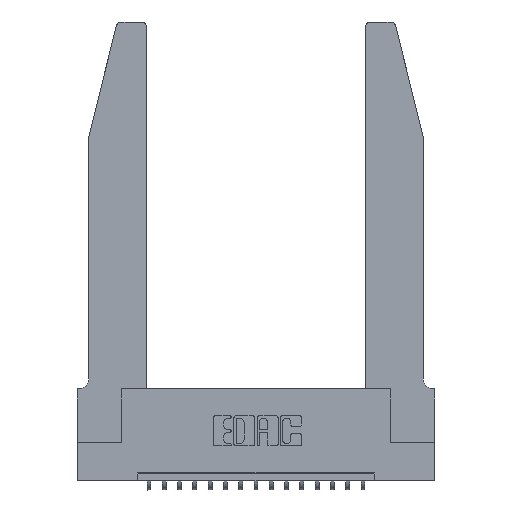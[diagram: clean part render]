
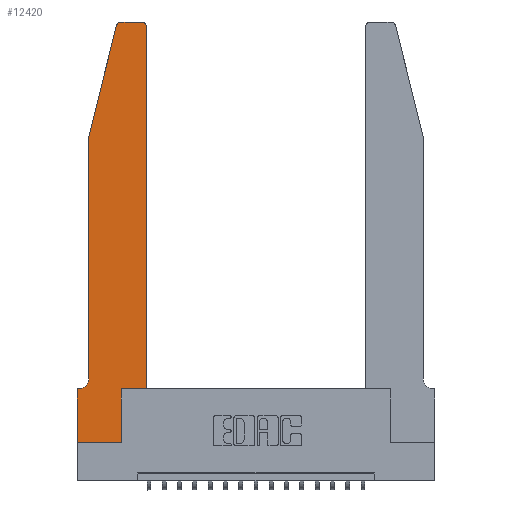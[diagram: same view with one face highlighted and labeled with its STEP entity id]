
A CAD part, top view. The second image highlights one B-rep face of the part: STEP entity #12420.
In plain terms, the highlighted planar face has unit normal (0, 0, 1).
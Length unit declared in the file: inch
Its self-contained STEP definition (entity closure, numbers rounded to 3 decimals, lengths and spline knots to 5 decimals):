
#247 = CARTESIAN_POINT ( 'NONE',  ( 0.4505, 0.35, 0.37 ) ) ;
#368 = EDGE_CURVE ( 'NONE', #3813, #18960, #3932, .T. ) ;
#403 = DIRECTION ( 'NONE',  ( 0., 0., 1. ) ) ;
#607 = VERTEX_POINT ( 'NONE', #17380 ) ;
#963 = VECTOR ( 'NONE', #3132, 39.37008 ) ;
#1083 = EDGE_CURVE ( 'NONE', #11556, #4236, #17840, .T. ) ;
#1084 = AXIS2_PLACEMENT_3D ( 'NONE', #6175, #3143, #3015 ) ;
#1259 = LINE ( 'NONE', #6772, #12941 ) ;
#1354 = EDGE_CURVE ( 'NONE', #2807, #5655, #19273, .T. ) ;
#1629 = CARTESIAN_POINT ( 'NONE',  ( 0.0055, 0.42, 0.37 ) ) ;
#2392 = VECTOR ( 'NONE', #2529, 39.37008 ) ;
#2462 = VECTOR ( 'NONE', #7968, 39.37008 ) ;
#2529 = DIRECTION ( 'NONE',  ( 0., -1., 0. ) ) ;
#2807 = VERTEX_POINT ( 'NONE', #15638 ) ;
#2830 = CARTESIAN_POINT ( 'NONE',  ( 0., 0., 0.37 ) ) ;
#2909 = EDGE_CURVE ( 'NONE', #15709, #5148, #14927, .T. ) ;
#3015 = DIRECTION ( 'NONE',  ( 1., 0., 0. ) ) ;
#3022 = ORIENTED_EDGE ( 'NONE', *, *, #18496, .T. ) ;
#3132 = DIRECTION ( 'NONE',  ( -1., 0., 0. ) ) ;
#3143 = DIRECTION ( 'NONE',  ( 0., 0., 1. ) ) ;
#3156 = VECTOR ( 'NONE', #6265, 39.37008 ) ;
#3250 = ORIENTED_EDGE ( 'NONE', *, *, #19778, .T. ) ;
#3325 = CARTESIAN_POINT ( 'NONE',  ( 0.2865, 0.35, 0.37 ) ) ;
#3357 = CARTESIAN_POINT ( 'NONE',  ( 0.4505, 0.35, 0.37 ) ) ;
#3712 = ORIENTED_EDGE ( 'NONE', *, *, #3778, .T. ) ;
#3778 = EDGE_CURVE ( 'NONE', #4236, #3813, #14176, .T. ) ;
#3813 = VERTEX_POINT ( 'NONE', #10066 ) ;
#3932 = LINE ( 'NONE', #12456, #11819 ) ;
#4054 = LINE ( 'NONE', #14882, #2392 ) ;
#4219 = CARTESIAN_POINT ( 'NONE',  ( 0., 0.35, 0.37 ) ) ;
#4236 = VERTEX_POINT ( 'NONE', #4882 ) ;
#4267 = ORIENTED_EDGE ( 'NONE', *, *, #16642, .T. ) ;
#4302 = EDGE_CURVE ( 'NONE', #18960, #2807, #12704, .T. ) ;
#4357 = DIRECTION ( 'NONE',  ( 1., 0., 0. ) ) ;
#4432 = CIRCLE ( 'NONE', #1084, 0.03 ) ;
#4578 = ORIENTED_EDGE ( 'NONE', *, *, #4302, .T. ) ;
#4673 = DIRECTION ( 'NONE',  ( -1., 0., 0. ) ) ;
#4882 = CARTESIAN_POINT ( 'NONE',  ( 0., 0., 0.37 ) ) ;
#4905 = AXIS2_PLACEMENT_3D ( 'NONE', #18693, #403, #7871 ) ;
#5148 = VERTEX_POINT ( 'NONE', #8853 ) ;
#5655 = VERTEX_POINT ( 'NONE', #18746 ) ;
#5727 = ORIENTED_EDGE ( 'NONE', *, *, #2909, .T. ) ;
#6155 = DIRECTION ( 'NONE',  ( 0., 1., 0. ) ) ;
#6175 = CARTESIAN_POINT ( 'NONE',  ( 0.284, 2.72, 0.37 ) ) ;
#6265 = DIRECTION ( 'NONE',  ( 1., 0., 0. ) ) ;
#6537 = CARTESIAN_POINT ( 'NONE',  ( 0., 0., 0.37 ) ) ;
#6770 = ORIENTED_EDGE ( 'NONE', *, *, #1083, .T. ) ;
#6772 = CARTESIAN_POINT ( 'NONE',  ( 0.0755, 2., 0.37 ) ) ;
#7429 = CARTESIAN_POINT ( 'NONE',  ( 0., 0.35, 0.37 ) ) ;
#7847 = LINE ( 'NONE', #10864, #963 ) ;
#7871 = DIRECTION ( 'NONE',  ( 1., 0., 0. ) ) ;
#7873 = EDGE_CURVE ( 'NONE', #5655, #19620, #9911, .T. ) ;
#7968 = DIRECTION ( 'NONE',  ( -1., 0., 0. ) ) ;
#8095 = CARTESIAN_POINT ( 'NONE',  ( 0.0755, 0.35, 0.37 ) ) ;
#8461 = DIRECTION ( 'NONE',  ( 0., 0., 1. ) ) ;
#8813 = CARTESIAN_POINT ( 'NONE',  ( 0.284, 2.75, 0.37 ) ) ;
#8853 = CARTESIAN_POINT ( 'NONE',  ( 0.0055, 0.35, 0.37 ) ) ;
#9145 = AXIS2_PLACEMENT_3D ( 'NONE', #7429, #8461, #17817 ) ;
#9255 = DIRECTION ( 'NONE',  ( 0., 1., 0. ) ) ;
#9390 = EDGE_CURVE ( 'NONE', #5148, #11556, #15639, .T. ) ;
#9409 = CARTESIAN_POINT ( 'NONE',  ( 0.4205, 2.75, 0.37 ) ) ;
#9537 = PLANE ( 'NONE',  #9145 ) ;
#9569 = CARTESIAN_POINT ( 'NONE',  ( 0.25487, 2.72718, 0.37 ) ) ;
#9666 = DIRECTION ( 'NONE',  ( 0., -1., 0. ) ) ;
#9711 = VERTEX_POINT ( 'NONE', #8813 ) ;
#9911 = CIRCLE ( 'NONE', #4905, 0.03 ) ;
#10066 = CARTESIAN_POINT ( 'NONE',  ( 0.2865, 0., 0.37 ) ) ;
#10864 = CARTESIAN_POINT ( 'NONE',  ( 0.2605, 2.75, 0.37 ) ) ;
#10958 = ORIENTED_EDGE ( 'NONE', *, *, #9390, .T. ) ;
#11556 = VERTEX_POINT ( 'NONE', #4219 ) ;
#11819 = VECTOR ( 'NONE', #6155, 39.37008 ) ;
#12420 = ADVANCED_FACE ( 'NONE', ( #12867 ), #9537, .T. ) ;
#12456 = CARTESIAN_POINT ( 'NONE',  ( 0.2865, 0.35, 0.37 ) ) ;
#12614 = EDGE_LOOP ( 'NONE', ( #3250, #4267, #3022, #19474, #5727, #10958, #6770, #3712, #13374, #4578, #18867, #13262 ) ) ;
#12704 = LINE ( 'NONE', #3357, #3156 ) ;
#12867 = FACE_OUTER_BOUND ( 'NONE', #12614, .T. ) ;
#12941 = VECTOR ( 'NONE', #17668, 39.37008 ) ;
#13262 = ORIENTED_EDGE ( 'NONE', *, *, #7873, .T. ) ;
#13374 = ORIENTED_EDGE ( 'NONE', *, *, #368, .T. ) ;
#13792 = VECTOR ( 'NONE', #9666, 39.37008 ) ;
#13857 = DIRECTION ( 'NONE',  ( 0., 0., -1. ) ) ;
#14176 = LINE ( 'NONE', #2830, #19661 ) ;
#14685 = VERTEX_POINT ( 'NONE', #9569 ) ;
#14882 = CARTESIAN_POINT ( 'NONE',  ( 0.0755, 2., 0.37 ) ) ;
#14927 = CIRCLE ( 'NONE', #16036, 0.07 ) ;
#15638 = CARTESIAN_POINT ( 'NONE',  ( 0.4505, 0.35, 0.37 ) ) ;
#15639 = LINE ( 'NONE', #8095, #2462 ) ;
#15709 = VERTEX_POINT ( 'NONE', #19037 ) ;
#16036 = AXIS2_PLACEMENT_3D ( 'NONE', #1629, #13857, #4673 ) ;
#16642 = EDGE_CURVE ( 'NONE', #9711, #14685, #4432, .T. ) ;
#16676 = VECTOR ( 'NONE', #9255, 39.37008 ) ;
#17380 = CARTESIAN_POINT ( 'NONE',  ( 0.0755, 2., 0.37 ) ) ;
#17668 = DIRECTION ( 'NONE',  ( -0.239, -0.971, 0. ) ) ;
#17817 = DIRECTION ( 'NONE',  ( 1., 0., 0. ) ) ;
#17840 = LINE ( 'NONE', #6537, #13792 ) ;
#18496 = EDGE_CURVE ( 'NONE', #14685, #607, #1259, .T. ) ;
#18693 = CARTESIAN_POINT ( 'NONE',  ( 0.4205, 2.72, 0.37 ) ) ;
#18746 = CARTESIAN_POINT ( 'NONE',  ( 0.4505, 2.72, 0.37 ) ) ;
#18867 = ORIENTED_EDGE ( 'NONE', *, *, #1354, .T. ) ;
#18960 = VERTEX_POINT ( 'NONE', #3325 ) ;
#19037 = CARTESIAN_POINT ( 'NONE',  ( 0.0755, 0.42, 0.37 ) ) ;
#19273 = LINE ( 'NONE', #247, #16676 ) ;
#19474 = ORIENTED_EDGE ( 'NONE', *, *, #19715, .T. ) ;
#19620 = VERTEX_POINT ( 'NONE', #9409 ) ;
#19661 = VECTOR ( 'NONE', #4357, 39.37008 ) ;
#19715 = EDGE_CURVE ( 'NONE', #607, #15709, #4054, .T. ) ;
#19778 = EDGE_CURVE ( 'NONE', #19620, #9711, #7847, .T. ) ;
